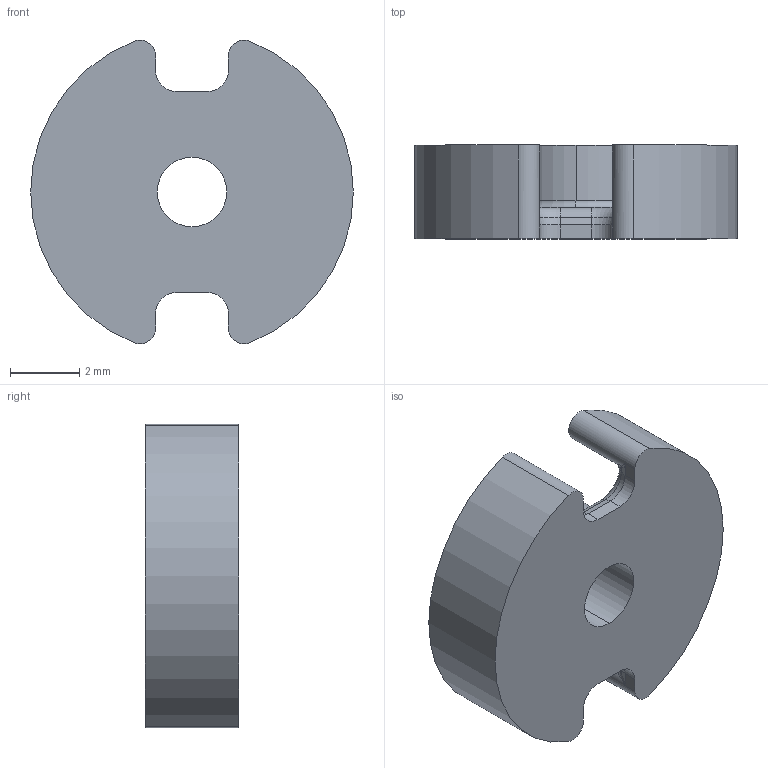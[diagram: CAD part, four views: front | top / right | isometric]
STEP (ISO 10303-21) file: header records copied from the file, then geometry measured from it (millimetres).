
FILE_DESCRIPTION((''),'2;1');
FILE_NAME('C61035-A0018-C036-03-7606','2018-04-19T',('ec7121'),(''),'PRO/ENGINEER BY PARAMETRIC TECHNOLOGY CORPORATION, 2014000','PRO/ENGINEER BY PARAMETRIC TECHNOLOGY CORPORATION, 2014000','');
FILE_SCHEMA(('CONFIG_CONTROL_DESIGN'));
Length unit declared in the file: millimetre
Products named in the file (1): C61035-A0018-C036-03-7606
Bounding box: 9.3 x 2.7 x 8.75 mm (x, y, z)
Volume: 102.7 mm3; surface area: 263.4 mm2
Topology: 1 solids, 1 shells, 67 faces, 158 edges, 94 vertices
Faces by surface type: cylinder 22, plane 17, bspline 16, torus 8, cone 4
Entity records: 2526 total; most frequent: CARTESIAN_POINT 1029, ORIENTED_EDGE 316, DIRECTION 294, EDGE_CURVE 158, AXIS2_PLACEMENT_3D 121, VERTEX_POINT 94, EDGE_LOOP 70, CIRCLE 70
